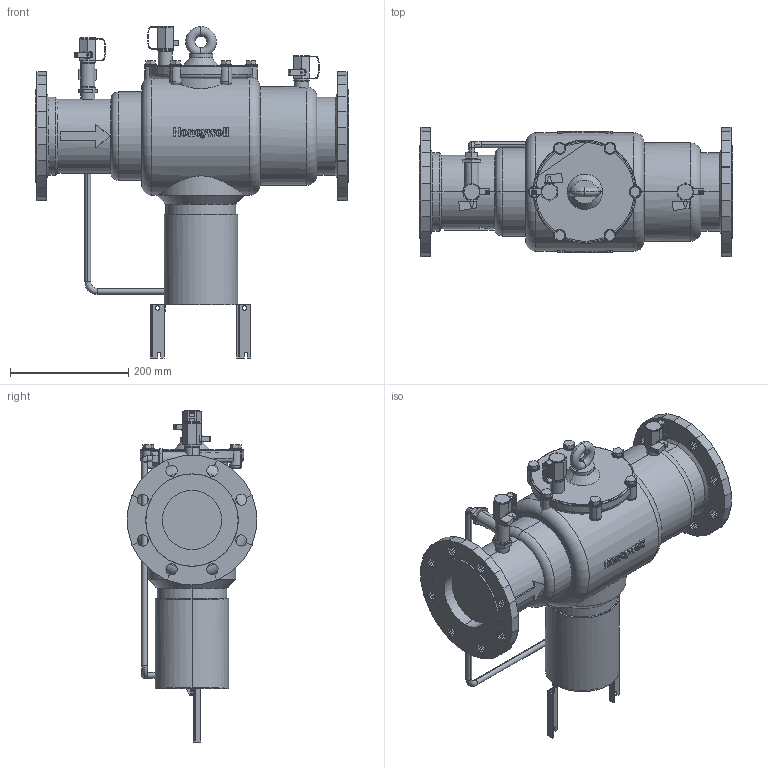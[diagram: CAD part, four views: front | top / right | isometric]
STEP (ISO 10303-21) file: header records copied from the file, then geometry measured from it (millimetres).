
FILE_DESCRIPTION(('no description'),'unknown implementation level');
FILE_NAME('VDI3805_BA300-100A_3D.stp',' ',('pit-cup GmbH'),('ccLab - KiM Gmbh - www.kimweb.de'),'unknown preprocess','ACIS','unknown authorization');
FILE_SCHEMA(('automotive_design'));
Length unit declared in the file: millimetre
Products named in the file (13): 1; 2; 3; 4; 5; 6; 7; 8; 9; 10; 11; 12; 13
Bounding box: 530 x 218.12 x 561 mm (x, y, z)
Volume: 14173732.7 mm3; surface area: 861187.6 mm2
Topology: 13 solids, 13 shells, 2309 faces, 6557 edges, 4314 vertices
Faces by surface type: plane 2074, cylinder 128, torus 58, cone 36, bspline 12, sphere 1
Entity records: 153551 total; most frequent: CARTESIAN_POINT 19677, STYLED_ITEM 13192, PRESENTATION_STYLE_ASSIGNMENT 13192, COLOUR_RGB 13192, ORIENTED_EDGE 13112, DIRECTION 12135, EDGE_CURVE 6556, CURVE_STYLE 6556
